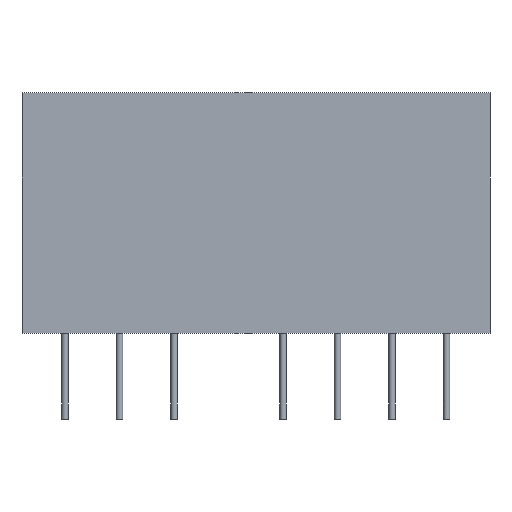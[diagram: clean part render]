
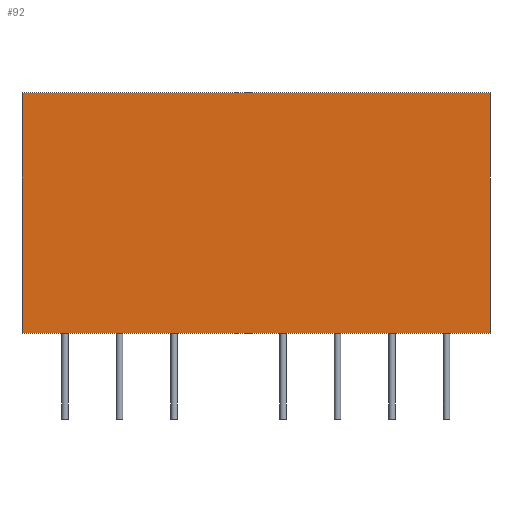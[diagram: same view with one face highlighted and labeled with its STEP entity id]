
A CAD part, front view. The second image highlights one B-rep face of the part: STEP entity #92.
In plain terms, the highlighted planar face has unit normal (0, -1, 0).
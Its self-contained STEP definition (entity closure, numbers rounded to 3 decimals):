
#92=ADVANCED_FACE('',(#126),#404,.T.);
#126=FACE_OUTER_BOUND('',#160,.T.);
#160=EDGE_LOOP('',(#194,#195,#196,#197));
#194=ORIENTED_EDGE('',*,*,#302,.T.);
#195=ORIENTED_EDGE('',*,*,#303,.T.);
#196=ORIENTED_EDGE('',*,*,#304,.F.);
#197=ORIENTED_EDGE('',*,*,#305,.F.);
#302=EDGE_CURVE('',#368,#369,#356,.T.);
#303=EDGE_CURVE('',#369,#370,#357,.T.);
#304=EDGE_CURVE('',#371,#370,#358,.T.);
#305=EDGE_CURVE('',#368,#371,#359,.T.);
#356=B_SPLINE_CURVE_WITH_KNOTS('',1,(#504,#505),.UNSPECIFIED.,.F.,.F.,(2,
2),(0.,21.8),.UNSPECIFIED.);
#357=B_SPLINE_CURVE_WITH_KNOTS('',1,(#506,#507),.UNSPECIFIED.,.F.,.F.,(2,
2),(0.,11.2),.UNSPECIFIED.);
#358=B_SPLINE_CURVE_WITH_KNOTS('',1,(#508,#509),.UNSPECIFIED.,.F.,.F.,(2,
2),(0.,21.8),.UNSPECIFIED.);
#359=B_SPLINE_CURVE_WITH_KNOTS('',1,(#510,#511),.UNSPECIFIED.,.F.,.F.,(2,
2),(0.,11.2),.UNSPECIFIED.);
#368=VERTEX_POINT('',#496);
#369=VERTEX_POINT('',#497);
#370=VERTEX_POINT('',#498);
#371=VERTEX_POINT('',#499);
#404=PLANE('',#444);
#444=AXIS2_PLACEMENT_3D('',#490,#467,$);
#467=DIRECTION('',(0.,-1.,0.));
#490=CARTESIAN_POINT('',(-2.,-5.5,0.));
#496=CARTESIAN_POINT('',(-2.,-5.5,0.));
#497=CARTESIAN_POINT('',(19.8,-5.5,0.));
#498=CARTESIAN_POINT('',(19.8,-5.5,11.2));
#499=CARTESIAN_POINT('',(-2.,-5.5,11.2));
#504=CARTESIAN_POINT('',(-2.,-5.5,0.));
#505=CARTESIAN_POINT('',(19.8,-5.5,0.));
#506=CARTESIAN_POINT('',(19.8,-5.5,0.));
#507=CARTESIAN_POINT('',(19.8,-5.5,11.2));
#508=CARTESIAN_POINT('',(-2.,-5.5,11.2));
#509=CARTESIAN_POINT('',(19.8,-5.5,11.2));
#510=CARTESIAN_POINT('',(-2.,-5.5,0.));
#511=CARTESIAN_POINT('',(-2.,-5.5,11.2));
